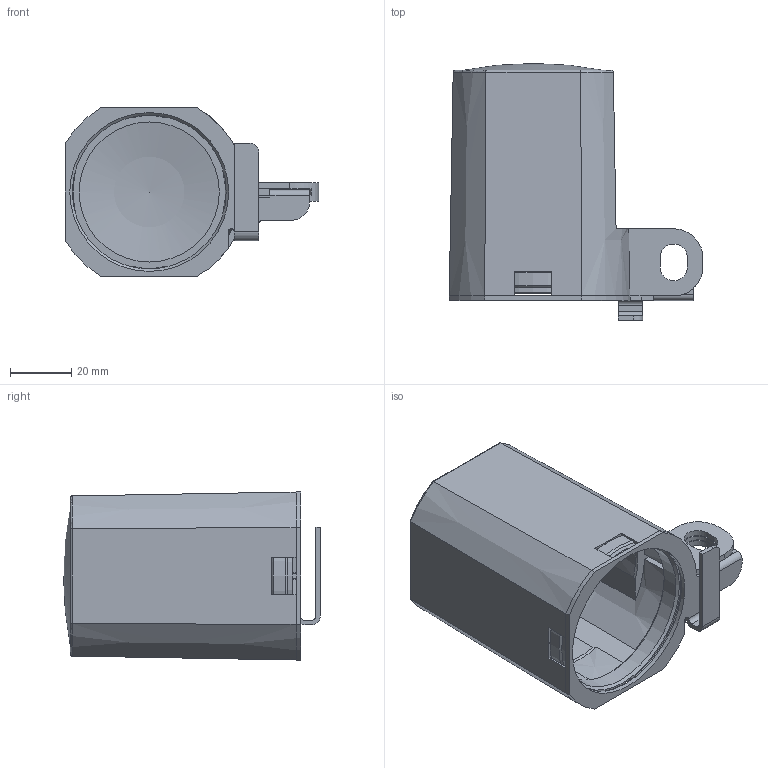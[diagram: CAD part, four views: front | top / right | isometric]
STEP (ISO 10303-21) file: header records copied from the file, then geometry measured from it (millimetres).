
FILE_DESCRIPTION(/* description */ ('STEP AP214'),/* implementation_level */ '2;1');
FILE_NAME(/* name */ '193782_LRVS-D-MIDI',/* time_stamp */ '2024-09-05T01:20:56+02:00',/* author */ ('License CC BY-ND 4.0'),/* organization */ ('CADENAS'),/* preprocessor_version */ 'ST-DEVELOPER v19.3',/* originating_system */ 'PARTsolutions',/* authorisation */ ' ');
FILE_SCHEMA (('AUTOMOTIVE_DESIGN {1 0 10303 214 3 1 1}'));
Length unit declared in the file: millimetre
Products named in the file (4): 193782 LRVS-D-MIDI; 398005 LRVS-D-MIDI_k; 398012 LRVS-D-MIDI M52x1.5; 398007 LRVS-D-MIDI_b
Assembly tree (3 placements, depth 2):
  193782 LRVS-D-MIDI
    398005 LRVS-D-MIDI_k
    398012 LRVS-D-MIDI M52x1.5
    398007 LRVS-D-MIDI_b
Bounding box: 83 x 84.1 x 55 mm (x, y, z)
Volume: 35165.6 mm3; surface area: 39879.5 mm2
Topology: 3 solids, 3 shells, 143 faces, 395 edges, 258 vertices
Faces by surface type: plane 63, cylinder 42, cone 32, torus 4, sphere 2
Full cylindrical faces by diameter (mm): 50.376 x1, 52 x1, 53.5 x1, 54.8 x1
Entity records: 4693 total; most frequent: CARTESIAN_POINT 959, ORIENTED_EDGE 764, DIRECTION 763, EDGE_CURVE 382, AXIS2_PLACEMENT_3D 292, VERTEX_POINT 256, LINE 179, VECTOR 179
